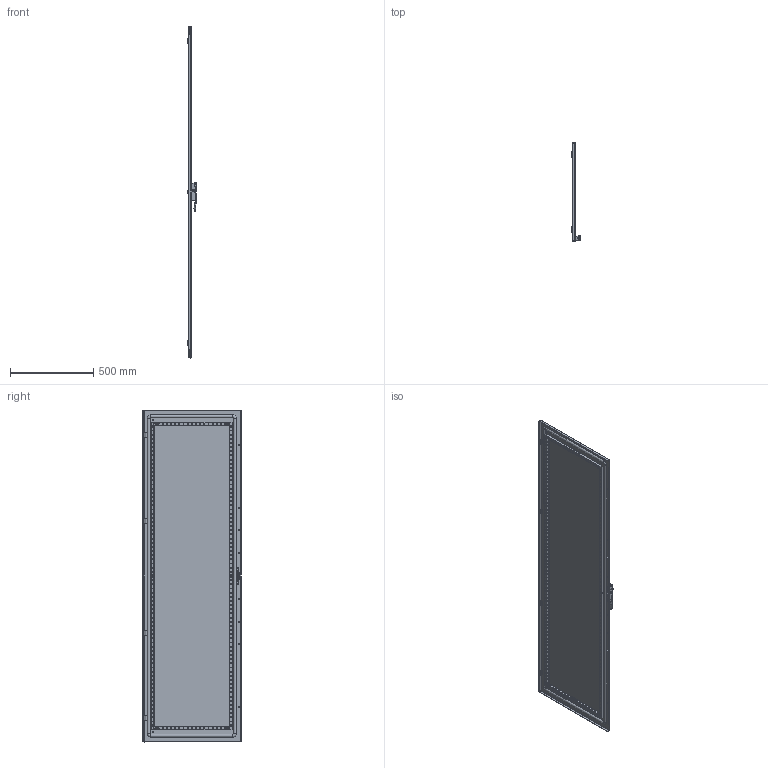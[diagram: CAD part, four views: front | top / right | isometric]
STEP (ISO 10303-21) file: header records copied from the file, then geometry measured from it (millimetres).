
FILE_DESCRIPTION(('CATIA V5 STEP Exchange'),'2;1');
FILE_NAME('EC2080FC6K.stp','2013-11-18T16:11:05+00:00',('none'),('none'),'CATIA Version 5 Release 20 SP 6 (IN-10)','CATIA V5 STEP AP203','none');
FILE_SCHEMA(('CONFIG_CONTROL_DESIGN'));
Length unit declared in the file: millimetre
Products named in the file (3): Assieme_porta_IB_cieca_2000x0600_IS2_estetico; Assieme_maniglia_IS2_estetico; Assieme_telaio_porta_2000x0600
Assembly tree (20 placements, depth 3):
  Assieme_porta_IB_cieca_2000x0600_IS2_estetico
    #58
    Assieme_maniglia_IS2_estetico
      #7559
      #13740
      #20857
    Assieme_telaio_porta_2000x0600
      #26666  x2
      #29846  x2
      #40106  x10
Bounding box: 53.42 x 591.62 x 1996 mm (x, y, z)
Volume: 3591222.7 mm3; surface area: 3189098.9 mm2
Topology: 22 solids, 22 shells, 1682 faces, 4543 edges, 2954 vertices
Faces by surface type: cylinder 994, plane 390, bspline 160, cone 124, torus 8, sphere 6
Entity records: 40467 total; most frequent: CARTESIAN_POINT 16091, ORIENTED_EDGE 5734, DIRECTION 3443, EDGE_CURVE 2867, VERTEX_POINT 1864, AXIS2_PLACEMENT_3D 1720, EDGE_LOOP 1549, VECTOR 1122
